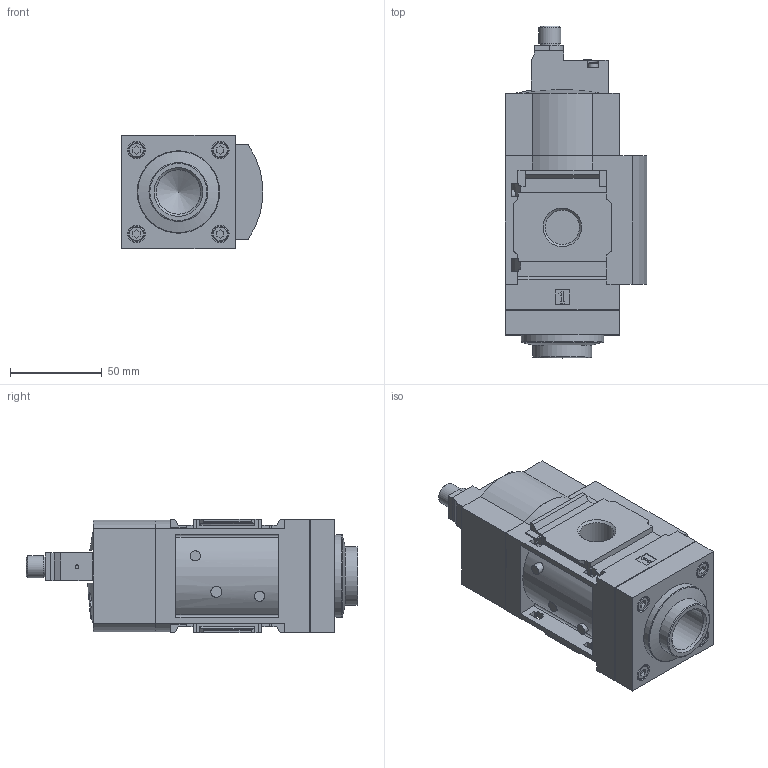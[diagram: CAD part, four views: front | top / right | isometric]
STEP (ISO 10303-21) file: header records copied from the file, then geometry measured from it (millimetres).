
FILE_DESCRIPTION(/* description */ ('STEP AP214'),/* implementation_level */ '2;1');
FILE_NAME(/* name */ '589250_MS6-SV-1_2-C-10V24P',/* time_stamp */ '2024-09-11T15:25:21+02:00',/* author */ ('License CC BY-ND 4.0'),/* organization */ ('CADENAS'),/* preprocessor_version */ 'ST-DEVELOPER v19.3',/* originating_system */ 'PARTsolutions',/* authorisation */ ' ');
FILE_SCHEMA (('AUTOMOTIVE_DESIGN {1 0 10303 214 3 1 1}'));
Length unit declared in the file: millimetre
Products named in the file (2): 589250 MS6-SV-1/2-C-10V24P; 548713 MS6-SV-1/2-C-10V24P0D
Assembly tree (1 placements, depth 2):
  589250 MS6-SV-1/2-C-10V24P
    548713 MS6-SV-1/2-C-10V24P0D
Bounding box: 76.83 x 180.55 x 62 mm (x, y, z)
Volume: 506007.8 mm3; surface area: 57661.6 mm2
Topology: 1 solids, 3 shells, 467 faces, 1149 edges, 743 vertices
Faces by surface type: plane 339, cylinder 80, cone 29, torus 14, sphere 5
Full cylindrical faces by diameter (mm): 0.4 x1, 1 x2, 2 x1, 2.459 x2, 4.6 x1, 4.8 x1, 5.5 x4, 5.6 x1, 8 x2, 8.5 x8, 9.5 x8, 11 x1, 12 x1, 18.631 x2, 24.117 x1, 27.5 x1, 32 x1, 34.6 x1, 44.8 x1
Entity records: 16583 total; most frequent: CARTESIAN_POINT 2417, DIRECTION 2236, ORIENTED_EDGE 2122, EDGE_CURVE 1061, LINE 768, VECTOR 768, AXIS2_PLACEMENT_3D 734, VERTEX_POINT 727
